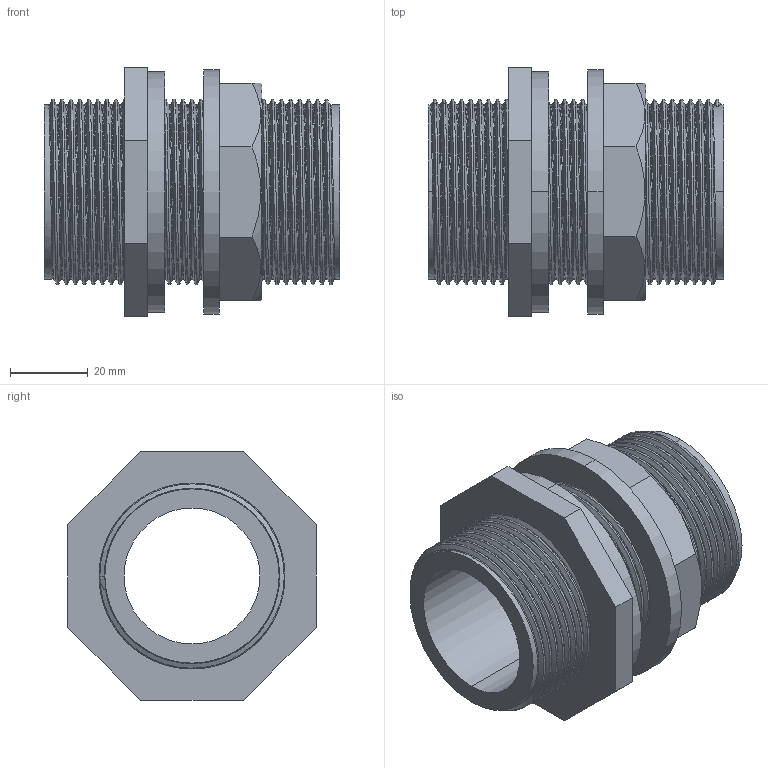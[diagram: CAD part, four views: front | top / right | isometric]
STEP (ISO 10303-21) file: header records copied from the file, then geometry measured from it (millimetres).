
FILE_DESCRIPTION (( 'STEP AP203' ), '1' );
FILE_NAME ('00309_1111.STEP', '2017-05-18T13:44:59', ( '' ), ( '' ), 'SwSTEP 2.0', 'SolidWorks 2011', '' );
FILE_SCHEMA (( 'CONFIG_CONTROL_DESIGN' ));
Length unit declared in the file: millimetre
Products named in the file (4): 00313_1111; 00116_1111; 00190_1111; 00309_1111
Assembly tree (3 placements, depth 2):
  00309_1111
    00313_1111
    00190_1111
    00116_1111
Bounding box: 76 x 64 x 64 mm (x, y, z)
Volume: 85807.1 mm3; surface area: 43894.1 mm2
Topology: 3 solids, 3 shells, 137 faces, 370 edges, 242 vertices
Faces by surface type: cylinder 78, plane 27, bspline 15, torus 9, cone 8
Entity records: 20071 total; most frequent: CARTESIAN_POINT 16742, ORIENTED_EDGE 740, DIRECTION 490, EDGE_CURVE 370, VERTEX_POINT 242, AXIS2_PLACEMENT_3D 182, EDGE_LOOP 146, FACE_OUTER_BOUND 137
